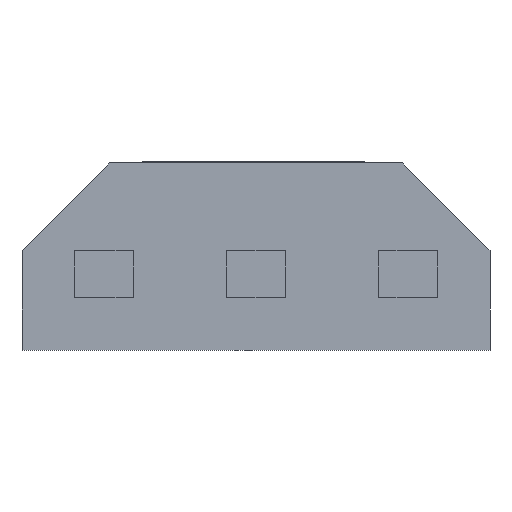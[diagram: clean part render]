
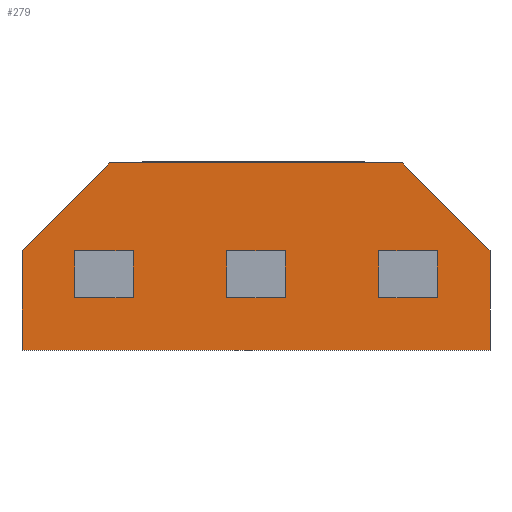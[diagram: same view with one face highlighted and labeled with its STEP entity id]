
A CAD part, front view. The second image highlights one B-rep face of the part: STEP entity #279.
In plain terms, the highlighted planar face has unit normal (0, -1, 0).
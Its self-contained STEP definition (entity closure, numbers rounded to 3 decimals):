
#48 = EDGE_CURVE ( 'NONE', #150, #165, #1224, .T. ) ;
#49 = EDGE_LOOP ( 'NONE', ( #50, #54, #6708, #6703 ) ) ;
#50 = ORIENTED_EDGE ( 'NONE', *, *, #51, .F. ) ;
#51 = EDGE_CURVE ( 'NONE', #52, #53, #1220, .T. ) ;
#52 = VERTEX_POINT ( 'NONE', #1216 ) ;
#53 = VERTEX_POINT ( 'NONE', #1215 ) ;
#54 = ORIENTED_EDGE ( 'NONE', *, *, #55, .F. ) ;
#55 = EDGE_CURVE ( 'NONE', #56, #52, #1214, .T. ) ;
#56 = VERTEX_POINT ( 'NONE', #1210 ) ;
#81 = EDGE_CURVE ( 'NONE', #93, #153, #1379, .T. ) ;
#93 = VERTEX_POINT ( 'NONE', #1403 ) ;
#148 = EDGE_CURVE ( 'NONE', #149, #150, #1731, .T. ) ;
#149 = VERTEX_POINT ( 'NONE', #1727 ) ;
#150 = VERTEX_POINT ( 'NONE', #1726 ) ;
#151 = ORIENTED_EDGE ( 'NONE', *, *, #152, .F. ) ;
#152 = EDGE_CURVE ( 'NONE', #153, #149, #1725, .T. ) ;
#153 = VERTEX_POINT ( 'NONE', #1721 ) ;
#154 = ORIENTED_EDGE ( 'NONE', *, *, #81, .F. ) ;
#164 = EDGE_CURVE ( 'NONE', #165, #166, #1781, .T. ) ;
#165 = VERTEX_POINT ( 'NONE', #1818 ) ;
#166 = VERTEX_POINT ( 'NONE', #1817 ) ;
#216 = ORIENTED_EDGE ( 'NONE', *, *, #217, .F. ) ;
#217 = EDGE_CURVE ( 'NONE', #218, #283, #1980, .T. ) ;
#218 = VERTEX_POINT ( 'NONE', #1976 ) ;
#219 = ORIENTED_EDGE ( 'NONE', *, *, #220, .F. ) ;
#220 = EDGE_CURVE ( 'NONE', #221, #218, #1975, .T. ) ;
#221 = VERTEX_POINT ( 'NONE', #1971 ) ;
#222 = ORIENTED_EDGE ( 'NONE', *, *, #239, .F. ) ;
#239 = EDGE_CURVE ( 'NONE', #284, #221, #1987, .T. ) ;
#240 = EDGE_LOOP ( 'NONE', ( #241, #151, #154, #6752, #6773, #6772 ) ) ;
#241 = ORIENTED_EDGE ( 'NONE', *, *, #148, .F. ) ;
#279 = ADVANCED_FACE ( 'NONE', ( #2148, #2147, #2146, #2145 ), #2144, .F. ) ;
#280 = EDGE_LOOP ( 'NONE', ( #281, #216, #219, #222 ) ) ;
#281 = ORIENTED_EDGE ( 'NONE', *, *, #282, .F. ) ;
#282 = EDGE_CURVE ( 'NONE', #283, #284, #2139, .T. ) ;
#283 = VERTEX_POINT ( 'NONE', #2135 ) ;
#284 = VERTEX_POINT ( 'NONE', #2134 ) ;
#1210 = CARTESIAN_POINT ( 'NONE',  ( 2.25, 0., 0.85 ) ) ;
#1211 = DIRECTION ( 'NONE',  ( -1., 0., 0. ) ) ;
#1212 = VECTOR ( 'NONE', #1211, 1000. ) ;
#1213 = CARTESIAN_POINT ( 'NONE',  ( 1.75, 0., 0.85 ) ) ;
#1214 = LINE ( 'NONE', #1213, #1212 ) ;
#1215 = CARTESIAN_POINT ( 'NONE',  ( 1.75, 0., 0.45 ) ) ;
#1216 = CARTESIAN_POINT ( 'NONE',  ( 1.75, 0., 0.85 ) ) ;
#1217 = DIRECTION ( 'NONE',  ( 0., 0., -1. ) ) ;
#1218 = VECTOR ( 'NONE', #1217, 1000. ) ;
#1219 = CARTESIAN_POINT ( 'NONE',  ( 1.75, 0., 0.85 ) ) ;
#1220 = LINE ( 'NONE', #1219, #1218 ) ;
#1221 = DIRECTION ( 'NONE',  ( 0.707, 0., 0.707 ) ) ;
#1222 = VECTOR ( 'NONE', #1221, 1000. ) ;
#1223 = CARTESIAN_POINT ( 'NONE',  ( 0.75, 0., 1.6 ) ) ;
#1224 = LINE ( 'NONE', #1223, #1222 ) ;
#1376 = DIRECTION ( 'NONE',  ( 0., 0., -1. ) ) ;
#1377 = VECTOR ( 'NONE', #1376, 1000. ) ;
#1378 = CARTESIAN_POINT ( 'NONE',  ( 4., 0., 0. ) ) ;
#1379 = LINE ( 'NONE', #1378, #1377 ) ;
#1403 = CARTESIAN_POINT ( 'NONE',  ( 4., 0., 0.85 ) ) ;
#1721 = CARTESIAN_POINT ( 'NONE',  ( 4., 0., 0. ) ) ;
#1722 = DIRECTION ( 'NONE',  ( -1., 0., 0. ) ) ;
#1723 = VECTOR ( 'NONE', #1722, 1000. ) ;
#1724 = CARTESIAN_POINT ( 'NONE',  ( 0., 0., 0. ) ) ;
#1725 = LINE ( 'NONE', #1724, #1723 ) ;
#1726 = CARTESIAN_POINT ( 'NONE',  ( 0., 0., 0.85 ) ) ;
#1727 = CARTESIAN_POINT ( 'NONE',  ( 0., 0., 0. ) ) ;
#1728 = DIRECTION ( 'NONE',  ( 0., 0., 1. ) ) ;
#1729 = VECTOR ( 'NONE', #1728, 1000. ) ;
#1730 = CARTESIAN_POINT ( 'NONE',  ( 0., 0., 0. ) ) ;
#1731 = LINE ( 'NONE', #1730, #1729 ) ;
#1779 = DIRECTION ( 'NONE',  ( 1., 0., 0. ) ) ;
#1780 = CARTESIAN_POINT ( 'NONE',  ( 0.75, 0., 1.6 ) ) ;
#1781 = LINE ( 'NONE', #1780, #1819 ) ;
#1817 = CARTESIAN_POINT ( 'NONE',  ( 3.25, 0., 1.6 ) ) ;
#1818 = CARTESIAN_POINT ( 'NONE',  ( 0.75, 0., 1.6 ) ) ;
#1819 = VECTOR ( 'NONE', #1779, 1000. ) ;
#1971 = CARTESIAN_POINT ( 'NONE',  ( 3.55, 0., 0.45 ) ) ;
#1972 = DIRECTION ( 'NONE',  ( 0., 0., 1. ) ) ;
#1973 = VECTOR ( 'NONE', #1972, 1000. ) ;
#1974 = CARTESIAN_POINT ( 'NONE',  ( 3.55, 0., 0.85 ) ) ;
#1975 = LINE ( 'NONE', #1974, #1973 ) ;
#1976 = CARTESIAN_POINT ( 'NONE',  ( 3.55, 0., 0.85 ) ) ;
#1977 = DIRECTION ( 'NONE',  ( -1., 0., 0. ) ) ;
#1978 = VECTOR ( 'NONE', #1977, 1000. ) ;
#1979 = CARTESIAN_POINT ( 'NONE',  ( 3.05, 0., 0.85 ) ) ;
#1980 = LINE ( 'NONE', #1979, #1978 ) ;
#1987 = LINE ( 'NONE', #2042, #2041 ) ;
#2040 = DIRECTION ( 'NONE',  ( 1., 0., 0. ) ) ;
#2041 = VECTOR ( 'NONE', #2040, 1000. ) ;
#2042 = CARTESIAN_POINT ( 'NONE',  ( 3.05, 0., 0.45 ) ) ;
#2134 = CARTESIAN_POINT ( 'NONE',  ( 3.05, 0., 0.45 ) ) ;
#2135 = CARTESIAN_POINT ( 'NONE',  ( 3.05, 0., 0.85 ) ) ;
#2136 = DIRECTION ( 'NONE',  ( 0., 0., -1. ) ) ;
#2137 = VECTOR ( 'NONE', #2136, 1000. ) ;
#2138 = CARTESIAN_POINT ( 'NONE',  ( 3.05, 0., 0.85 ) ) ;
#2139 = LINE ( 'NONE', #2138, #2137 ) ;
#2140 = DIRECTION ( 'NONE',  ( 0., 0., 1. ) ) ;
#2141 = DIRECTION ( 'NONE',  ( 0., 1., 0. ) ) ;
#2142 = CARTESIAN_POINT ( 'NONE',  ( 0., 0., 1.6 ) ) ;
#2143 = AXIS2_PLACEMENT_3D ( 'NONE', #2142, #2141, #2140 ) ;
#2144 = PLANE ( 'NONE',  #2143 ) ;
#2145 = FACE_BOUND ( 'NONE', #6719, .T. ) ;
#2146 = FACE_BOUND ( 'NONE', #49, .T. ) ;
#2147 = FACE_OUTER_BOUND ( 'NONE', #240, .T. ) ;
#2148 = FACE_BOUND ( 'NONE', #280, .T. ) ;
#5985 = DIRECTION ( 'NONE',  ( 0., 0., 1. ) ) ;
#5986 = VECTOR ( 'NONE', #5985, 1000. ) ;
#5987 = CARTESIAN_POINT ( 'NONE',  ( 2.25, 0., 0.85 ) ) ;
#5988 = LINE ( 'NONE', #5987, #5986 ) ;
#6218 = DIRECTION ( 'NONE',  ( 1., 0., 0. ) ) ;
#6219 = VECTOR ( 'NONE', #6218, 1000. ) ;
#6220 = CARTESIAN_POINT ( 'NONE',  ( 0.45, 0., 0.45 ) ) ;
#6221 = LINE ( 'NONE', #6220, #6219 ) ;
#6222 = CARTESIAN_POINT ( 'NONE',  ( 0.95, 0., 0.45 ) ) ;
#6228 = CARTESIAN_POINT ( 'NONE',  ( 2.25, 0., 0.45 ) ) ;
#6229 = DIRECTION ( 'NONE',  ( 1., 0., 0. ) ) ;
#6230 = VECTOR ( 'NONE', #6229, 1000. ) ;
#6231 = CARTESIAN_POINT ( 'NONE',  ( 1.75, 0., 0.45 ) ) ;
#6232 = LINE ( 'NONE', #6231, #6230 ) ;
#6233 = CARTESIAN_POINT ( 'NONE',  ( 0.95, 0., 0.85 ) ) ;
#6234 = DIRECTION ( 'NONE',  ( -1., 0., 0. ) ) ;
#6235 = VECTOR ( 'NONE', #6234, 1000. ) ;
#6236 = CARTESIAN_POINT ( 'NONE',  ( 0.45, 0., 0.85 ) ) ;
#6237 = LINE ( 'NONE', #6236, #6235 ) ;
#6238 = CARTESIAN_POINT ( 'NONE',  ( 0.45, 0., 0.45 ) ) ;
#6239 = CARTESIAN_POINT ( 'NONE',  ( 0.45, 0., 0.85 ) ) ;
#6240 = DIRECTION ( 'NONE',  ( 0., 0., 1. ) ) ;
#6241 = VECTOR ( 'NONE', #6240, 1000. ) ;
#6242 = CARTESIAN_POINT ( 'NONE',  ( 0.95, 0., 0.85 ) ) ;
#6243 = LINE ( 'NONE', #6242, #6241 ) ;
#6264 = DIRECTION ( 'NONE',  ( 0., 0., -1. ) ) ;
#6265 = VECTOR ( 'NONE', #6264, 1000. ) ;
#6266 = CARTESIAN_POINT ( 'NONE',  ( 0.45, 0., 0.85 ) ) ;
#6267 = LINE ( 'NONE', #6266, #6265 ) ;
#6349 = DIRECTION ( 'NONE',  ( 0.707, 0., -0.707 ) ) ;
#6350 = VECTOR ( 'NONE', #6349, 1000. ) ;
#6351 = CARTESIAN_POINT ( 'NONE',  ( 3.25, 0., 1.6 ) ) ;
#6352 = LINE ( 'NONE', #6351, #6350 ) ;
#6688 = ORIENTED_EDGE ( 'NONE', *, *, #6692, .F. ) ;
#6689 = VERTEX_POINT ( 'NONE', #6222 ) ;
#6692 = EDGE_CURVE ( 'NONE', #6699, #6689, #6221, .T. ) ;
#6696 = EDGE_CURVE ( 'NONE', #6689, #6701, #6243, .T. ) ;
#6697 = ORIENTED_EDGE ( 'NONE', *, *, #6696, .F. ) ;
#6698 = VERTEX_POINT ( 'NONE', #6239 ) ;
#6699 = VERTEX_POINT ( 'NONE', #6238 ) ;
#6700 = EDGE_CURVE ( 'NONE', #6701, #6698, #6237, .T. ) ;
#6701 = VERTEX_POINT ( 'NONE', #6233 ) ;
#6702 = ORIENTED_EDGE ( 'NONE', *, *, #6700, .F. ) ;
#6703 = ORIENTED_EDGE ( 'NONE', *, *, #6704, .F. ) ;
#6704 = EDGE_CURVE ( 'NONE', #53, #6705, #6232, .T. ) ;
#6705 = VERTEX_POINT ( 'NONE', #6228 ) ;
#6706 = EDGE_CURVE ( 'NONE', #6705, #56, #5988, .T. ) ;
#6708 = ORIENTED_EDGE ( 'NONE', *, *, #6706, .F. ) ;
#6714 = ORIENTED_EDGE ( 'NONE', *, *, #6723, .F. ) ;
#6719 = EDGE_LOOP ( 'NONE', ( #6714, #6702, #6697, #6688 ) ) ;
#6723 = EDGE_CURVE ( 'NONE', #6698, #6699, #6267, .T. ) ;
#6752 = ORIENTED_EDGE ( 'NONE', *, *, #6775, .F. ) ;
#6772 = ORIENTED_EDGE ( 'NONE', *, *, #48, .F. ) ;
#6773 = ORIENTED_EDGE ( 'NONE', *, *, #164, .F. ) ;
#6775 = EDGE_CURVE ( 'NONE', #166, #93, #6352, .T. ) ;
